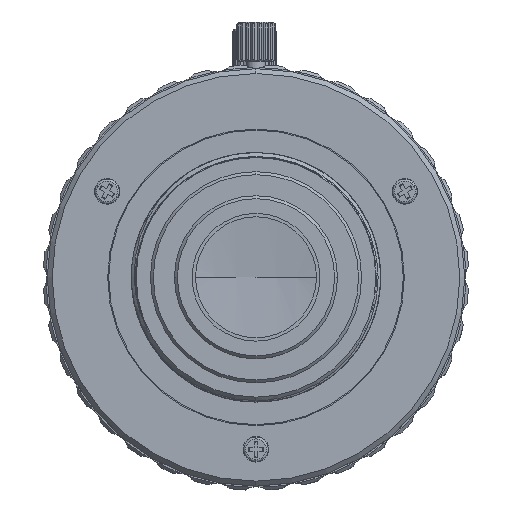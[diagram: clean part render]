
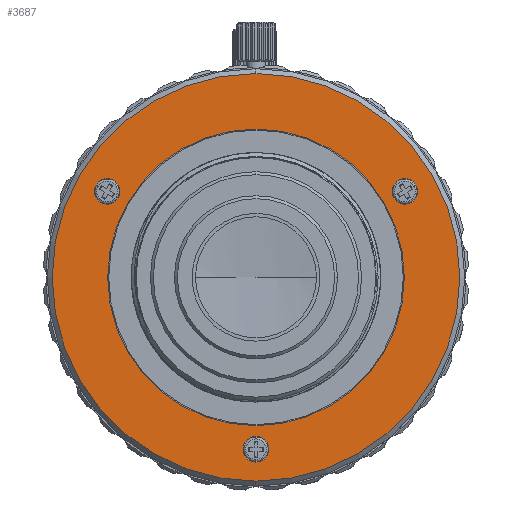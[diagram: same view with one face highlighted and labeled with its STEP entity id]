
A CAD part, top view. The second image highlights one B-rep face of the part: STEP entity #3687.
In plain terms, the highlighted face is planar.
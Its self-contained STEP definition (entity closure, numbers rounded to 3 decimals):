
#3126=CARTESIAN_POINT('',(5.04,0.,
0.));
#3127=DIRECTION('',(-1.,0.,0.));
#3128=DIRECTION('',(0.,-1.,0.));
#3129=AXIS2_PLACEMENT_3D('',#3126,#3127,#3128);
#3131=CARTESIAN_POINT('',(5.04,0.,
0.));
#3132=DIRECTION('',(-1.,0.,0.));
#3133=DIRECTION('',(0.,0.,1.));
#3134=AXIS2_PLACEMENT_3D('',#3131,#3132,#3133);
#3136=CARTESIAN_POINT('',(5.04,0.,
0.));
#3137=DIRECTION('',(-1.,0.,0.));
#3138=DIRECTION('',(0.,1.,0.));
#3139=AXIS2_PLACEMENT_3D('',#3136,#3137,#3138);
#3141=CARTESIAN_POINT('',(5.04,0.,
0.));
#3142=DIRECTION('',(-1.,0.,0.));
#3143=DIRECTION('',(0.,0.,-1.));
#3144=AXIS2_PLACEMENT_3D('',#3141,#3142,#3143);
#3146=CARTESIAN_POINT('',(5.04,8.75,-15.155));
#3147=DIRECTION('',(1.,0.,0.));
#3148=DIRECTION('',(0.,-0.5,0.866));
#3149=AXIS2_PLACEMENT_3D('',#3146,#3147,#3148);
#3151=CARTESIAN_POINT('',(5.04,8.75,-15.155));
#3152=DIRECTION('',(1.,0.,0.));
#3153=DIRECTION('',(0.,0.5,-0.866));
#3154=AXIS2_PLACEMENT_3D('',#3151,#3152,#3153);
#3156=CARTESIAN_POINT('',(5.04,8.75,15.155));
#3157=DIRECTION('',(1.,0.,0.));
#3158=DIRECTION('',(0.,-0.5,0.866));
#3159=AXIS2_PLACEMENT_3D('',#3156,#3157,#3158);
#3161=CARTESIAN_POINT('',(5.04,8.75,15.155));
#3162=DIRECTION('',(1.,0.,0.));
#3163=DIRECTION('',(0.,0.5,-0.866));
#3164=AXIS2_PLACEMENT_3D('',#3161,#3162,#3163);
#3166=CARTESIAN_POINT('',(5.04,-17.5,0.));
#3167=DIRECTION('',(1.,0.,0.));
#3168=DIRECTION('',(0.,-0.5,0.866));
#3169=AXIS2_PLACEMENT_3D('',#3166,#3167,#3168);
#3171=CARTESIAN_POINT('',(5.04,-17.5,0.));
#3172=DIRECTION('',(1.,0.,0.));
#3173=DIRECTION('',(0.,0.5,-0.866));
#3174=AXIS2_PLACEMENT_3D('',#3171,#3172,#3173);
#3176=CARTESIAN_POINT('',(5.04,0.,0.));
#3177=DIRECTION('',(1.,0.,0.));
#3178=DIRECTION('',(0.,-1.,0.));
#3179=AXIS2_PLACEMENT_3D('',#3176,#3177,#3178);
#3181=CARTESIAN_POINT('',(5.04,0.,0.));
#3182=DIRECTION('',(1.,0.,0.));
#3183=DIRECTION('',(0.,1.,0.));
#3184=AXIS2_PLACEMENT_3D('',#3181,#3182,#3183);
#3454=CARTESIAN_POINT('',(5.04,15.1,0.));
#3455=VERTEX_POINT('',#3454);
#3456=CARTESIAN_POINT('',(5.04,-15.1,0.));
#3457=VERTEX_POINT('',#3456);
#3458=CARTESIAN_POINT('',(5.04,0.,
20.75));
#3459=CARTESIAN_POINT('',(5.04,20.75,
0.));
#3460=VERTEX_POINT('',#3458);
#3461=VERTEX_POINT('',#3459);
#3462=CARTESIAN_POINT('',(5.04,-20.75,
0.));
#3463=VERTEX_POINT('',#3462);
#3464=CARTESIAN_POINT('',(5.04,0.,
-20.75));
#3465=VERTEX_POINT('',#3464);
#3466=CARTESIAN_POINT('',(5.04,8.1,-14.03));
#3467=CARTESIAN_POINT('',(5.04,9.4,-16.281));
#3468=VERTEX_POINT('',#3466);
#3469=VERTEX_POINT('',#3467);
#3470=CARTESIAN_POINT('',(5.04,8.1,16.281));
#3471=CARTESIAN_POINT('',(5.04,9.4,14.03));
#3472=VERTEX_POINT('',#3470);
#3473=VERTEX_POINT('',#3471);
#3474=CARTESIAN_POINT('',(5.04,-18.15,1.126));
#3475=CARTESIAN_POINT('',(5.04,-16.85,-1.126));
#3476=VERTEX_POINT('',#3474);
#3477=VERTEX_POINT('',#3475);
#3650=CARTESIAN_POINT('',(5.04,0.,0.));
#3651=DIRECTION('',(1.,0.,0.));
#3652=DIRECTION('',(0.,-1.,0.));
#3653=AXIS2_PLACEMENT_3D('',#3650,#3651,#3652);
#3654=PLANE('',#3653);
#3655=ORIENTED_EDGE('',*,*,#3639,.T.);
#3656=ORIENTED_EDGE('',*,*,#3637,.T.);
#3658=ORIENTED_EDGE('',*,*,#3657,.T.);
#3660=ORIENTED_EDGE('',*,*,#3659,.T.);
#3661=EDGE_LOOP('',(#3655,#3656,#3658,#3660));
#3662=FACE_OUTER_BOUND('',#3661,.F.);
#3664=ORIENTED_EDGE('',*,*,#3663,.T.);
#3666=ORIENTED_EDGE('',*,*,#3665,.T.);
#3667=EDGE_LOOP('',(#3664,#3666));
#3668=FACE_BOUND('',#3667,.F.);
#3670=ORIENTED_EDGE('',*,*,#3669,.T.);
#3672=ORIENTED_EDGE('',*,*,#3671,.T.);
#3673=EDGE_LOOP('',(#3670,#3672));
#3674=FACE_BOUND('',#3673,.F.);
#3676=ORIENTED_EDGE('',*,*,#3675,.T.);
#3678=ORIENTED_EDGE('',*,*,#3677,.T.);
#3679=EDGE_LOOP('',(#3676,#3678));
#3680=FACE_BOUND('',#3679,.F.);
#3682=ORIENTED_EDGE('',*,*,#3681,.T.);
#3684=ORIENTED_EDGE('',*,*,#3683,.T.);
#3685=EDGE_LOOP('',(#3682,#3684));
#3686=FACE_BOUND('',#3685,.F.);
#3130=CIRCLE('',#3129,20.75);
#3135=CIRCLE('',#3134,20.75);
#3140=CIRCLE('',#3139,20.75);
#3145=CIRCLE('',#3144,20.75);
#3150=CIRCLE('',#3149,1.3);
#3155=CIRCLE('',#3154,1.3);
#3160=CIRCLE('',#3159,1.3);
#3165=CIRCLE('',#3164,1.3);
#3170=CIRCLE('',#3169,1.3);
#3175=CIRCLE('',#3174,1.3);
#3180=CIRCLE('',#3179,15.1);
#3185=CIRCLE('',#3184,15.1);
#3637=EDGE_CURVE('',#3460,#3461,#3135,.T.);
#3639=EDGE_CURVE('',#3463,#3460,#3130,.T.);
#3657=EDGE_CURVE('',#3461,#3465,#3140,.T.);
#3659=EDGE_CURVE('',#3465,#3463,#3145,.T.);
#3663=EDGE_CURVE('',#3468,#3469,#3150,.T.);
#3665=EDGE_CURVE('',#3469,#3468,#3155,.T.);
#3669=EDGE_CURVE('',#3472,#3473,#3160,.T.);
#3671=EDGE_CURVE('',#3473,#3472,#3165,.T.);
#3675=EDGE_CURVE('',#3476,#3477,#3170,.T.);
#3677=EDGE_CURVE('',#3477,#3476,#3175,.T.);
#3681=EDGE_CURVE('',#3457,#3455,#3180,.T.);
#3683=EDGE_CURVE('',#3455,#3457,#3185,.T.);
#3687=ADVANCED_FACE('',(#3662,#3668,#3674,#3680,#3686),#3654,.T.);
